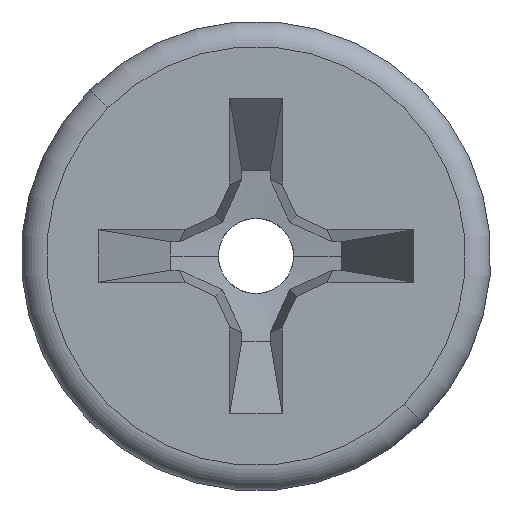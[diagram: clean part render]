
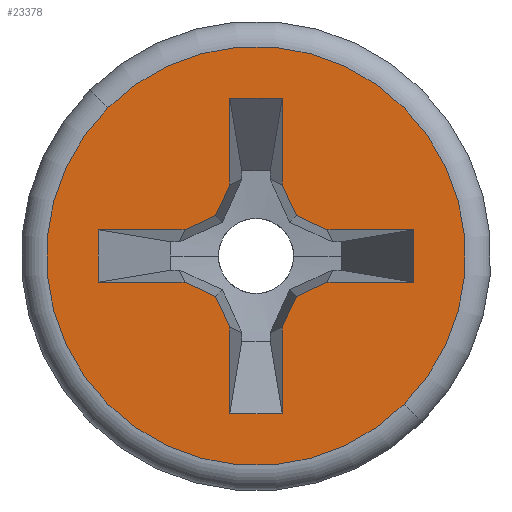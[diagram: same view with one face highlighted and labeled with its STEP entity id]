
A CAD part, left-side view. The second image highlights one B-rep face of the part: STEP entity #23378.
In plain terms, the highlighted planar face has unit normal (-1, 0, 0).
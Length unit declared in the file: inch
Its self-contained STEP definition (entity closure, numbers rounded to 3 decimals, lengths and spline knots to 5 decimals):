
#12022=CARTESIAN_POINT('',(0.,0.,0.));
#12023=DIRECTION('',(-1.,0.,0.));
#12024=DIRECTION('',(0.,1.,0.));
#12025=AXIS2_PLACEMENT_3D('',#12022,#12023,#12024);
#12027=CARTESIAN_POINT('',(0.,0.,0.));
#12028=DIRECTION('',(1.,0.,0.));
#12029=DIRECTION('',(0.,1.,0.));
#12030=AXIS2_PLACEMENT_3D('',#12027,#12028,#12029);
#12032=DIRECTION('',(0.,-0.707,-0.707));
#12033=VECTOR('',#12032,0.028);
#12034=CARTESIAN_POINT('',(0.,0.0693,-0.0495));
#12035=LINE('',#12034,#12033);
#12036=DIRECTION('',(0.,0.707,-0.707));
#12037=VECTOR('',#12036,0.04624);
#12038=CARTESIAN_POINT('',(0.,0.0168,-0.0366));
#12039=LINE('',#12038,#12037);
#12040=DIRECTION('',(0.,0.94,-0.342));
#12041=VECTOR('',#12040,0.01788);
#12042=CARTESIAN_POINT('',(0.,0.,-0.03048));
#12043=LINE('',#12042,#12041);
#12044=DIRECTION('',(0.,0.94,0.342));
#12045=VECTOR('',#12044,0.01788);
#12046=CARTESIAN_POINT('',(0.,-0.0168,-0.0366));
#12047=LINE('',#12046,#12045);
#12048=DIRECTION('',(0.,-0.707,-0.707));
#12049=VECTOR('',#12048,0.04624);
#12050=CARTESIAN_POINT('',(0.,-0.0168,-0.0366));
#12051=LINE('',#12050,#12049);
#12052=DIRECTION('',(0.,0.707,-0.707));
#12053=VECTOR('',#12052,0.028);
#12054=CARTESIAN_POINT('',(0.,-0.0693,-0.0495));
#12055=LINE('',#12054,#12053);
#12056=DIRECTION('',(0.,-0.707,-0.707));
#12057=VECTOR('',#12056,0.04624);
#12058=CARTESIAN_POINT('',(0.,-0.0366,-0.0168));
#12059=LINE('',#12058,#12057);
#12060=DIRECTION('',(0.,-0.342,-0.94));
#12061=VECTOR('',#12060,0.01788);
#12062=CARTESIAN_POINT('',(0.,-0.03048,0.));
#12063=LINE('',#12062,#12061);
#12064=DIRECTION('',(0.,0.342,-0.94));
#12065=VECTOR('',#12064,0.01788);
#12066=CARTESIAN_POINT('',(0.,-0.0366,0.0168));
#12067=LINE('',#12066,#12065);
#12068=DIRECTION('',(0.,0.707,-0.707));
#12069=VECTOR('',#12068,0.04624);
#12070=CARTESIAN_POINT('',(0.,-0.0693,0.0495));
#12071=LINE('',#12070,#12069);
#12072=DIRECTION('',(0.,-0.707,-0.707));
#12073=VECTOR('',#12072,0.028);
#12074=CARTESIAN_POINT('',(0.,-0.0495,0.0693));
#12075=LINE('',#12074,#12073);
#12076=DIRECTION('',(0.,0.707,-0.707));
#12077=VECTOR('',#12076,0.04624);
#12078=CARTESIAN_POINT('',(0.,-0.0495,0.0693));
#12079=LINE('',#12078,#12077);
#12080=DIRECTION('',(0.,-0.94,0.342));
#12081=VECTOR('',#12080,0.01788);
#12082=CARTESIAN_POINT('',(0.,0.,0.03048));
#12083=LINE('',#12082,#12081);
#12084=DIRECTION('',(0.,-0.94,-0.342));
#12085=VECTOR('',#12084,0.01788);
#12086=CARTESIAN_POINT('',(0.,0.0168,0.0366));
#12087=LINE('',#12086,#12085);
#12088=DIRECTION('',(0.,-0.707,-0.707));
#12089=VECTOR('',#12088,0.04624);
#12090=CARTESIAN_POINT('',(0.,0.0495,0.0693));
#12091=LINE('',#12090,#12089);
#12092=DIRECTION('',(0.,0.707,-0.707));
#12093=VECTOR('',#12092,0.028);
#12094=CARTESIAN_POINT('',(0.,0.0495,0.0693));
#12095=LINE('',#12094,#12093);
#12096=DIRECTION('',(0.,-0.707,-0.707));
#12097=VECTOR('',#12096,0.04624);
#12098=CARTESIAN_POINT('',(0.,0.0693,0.0495));
#12099=LINE('',#12098,#12097);
#12100=DIRECTION('',(0.,0.342,0.94));
#12101=VECTOR('',#12100,0.01788);
#12102=CARTESIAN_POINT('',(0.,0.03048,0.));
#12103=LINE('',#12102,#12101);
#12104=DIRECTION('',(0.,-0.342,0.94));
#12105=VECTOR('',#12104,0.01788);
#12106=CARTESIAN_POINT('',(0.,0.0366,-0.0168));
#12107=LINE('',#12106,#12105);
#12108=DIRECTION('',(0.,0.707,-0.707));
#12109=VECTOR('',#12108,0.04624);
#12110=CARTESIAN_POINT('',(0.,0.0366,-0.0168));
#12111=LINE('',#12110,#12109);
#15048=CARTESIAN_POINT('',(0.,0.0693,-0.0495));
#15049=CARTESIAN_POINT('',(0.,0.0495,-0.0693));
#15050=VERTEX_POINT('',#15048);
#15051=VERTEX_POINT('',#15049);
#15052=CARTESIAN_POINT('',(0.,0.0366,-0.0168));
#15053=VERTEX_POINT('',#15052);
#15054=CARTESIAN_POINT('',(0.,0.03048,0.));
#15055=VERTEX_POINT('',#15054);
#15056=CARTESIAN_POINT('',(0.,0.0366,0.0168));
#15057=VERTEX_POINT('',#15056);
#15058=CARTESIAN_POINT('',(0.,0.0693,0.0495));
#15059=VERTEX_POINT('',#15058);
#15060=CARTESIAN_POINT('',(0.,0.0495,0.0693));
#15061=VERTEX_POINT('',#15060);
#15062=CARTESIAN_POINT('',(0.,0.0168,0.0366));
#15063=VERTEX_POINT('',#15062);
#15064=CARTESIAN_POINT('',(0.,0.,0.03048));
#15065=VERTEX_POINT('',#15064);
#15066=CARTESIAN_POINT('',(0.,-0.0168,0.0366));
#15067=VERTEX_POINT('',#15066);
#15068=CARTESIAN_POINT('',(0.,-0.0495,0.0693));
#15069=VERTEX_POINT('',#15068);
#15070=CARTESIAN_POINT('',(0.,-0.0693,0.0495));
#15071=VERTEX_POINT('',#15070);
#15072=CARTESIAN_POINT('',(0.,-0.0366,0.0168));
#15073=VERTEX_POINT('',#15072);
#15074=CARTESIAN_POINT('',(0.,-0.03048,0.));
#15075=VERTEX_POINT('',#15074);
#15076=CARTESIAN_POINT('',(0.,-0.0366,-0.0168));
#15077=VERTEX_POINT('',#15076);
#15078=CARTESIAN_POINT('',(0.,-0.0693,-0.0495));
#15079=VERTEX_POINT('',#15078);
#15080=CARTESIAN_POINT('',(0.,-0.0495,-0.0693));
#15081=VERTEX_POINT('',#15080);
#15082=CARTESIAN_POINT('',(0.,-0.0168,-0.0366));
#15083=VERTEX_POINT('',#15082);
#15084=CARTESIAN_POINT('',(0.,0.,-0.03048));
#15085=VERTEX_POINT('',#15084);
#15086=CARTESIAN_POINT('',(0.,0.0168,-0.0366));
#15087=VERTEX_POINT('',#15086);
#15216=CARTESIAN_POINT('',(0.,0.11148,0.));
#15217=VERTEX_POINT('',#15216);
#15218=CARTESIAN_POINT('',(0.,-0.11148,0.));
#15219=VERTEX_POINT('',#15218);
#23345=CARTESIAN_POINT('',(0.,0.,0.));
#23346=DIRECTION('',(1.,0.,0.));
#23347=DIRECTION('',(0.,-1.,0.));
#23348=AXIS2_PLACEMENT_3D('',#23345,#23346,#23347);
#23349=PLANE('',#23348);
#23351=ORIENTED_EDGE('',*,*,#23350,.F.);
#23353=ORIENTED_EDGE('',*,*,#23352,.T.);
#23354=EDGE_LOOP('',(#23351,#23353));
#23355=FACE_OUTER_BOUND('',#23354,.F.);
#23356=ORIENTED_EDGE('',*,*,#23166,.T.);
#23357=ORIENTED_EDGE('',*,*,#23180,.F.);
#23358=ORIENTED_EDGE('',*,*,#23206,.F.);
#23359=ORIENTED_EDGE('',*,*,#23232,.F.);
#23360=ORIENTED_EDGE('',*,*,#23246,.T.);
#23361=ORIENTED_EDGE('',*,*,#23260,.F.);
#23362=ORIENTED_EDGE('',*,*,#23274,.F.);
#23363=ORIENTED_EDGE('',*,*,#23300,.F.);
#23364=ORIENTED_EDGE('',*,*,#23326,.F.);
#23365=ORIENTED_EDGE('',*,*,#23339,.F.);
#23366=ORIENTED_EDGE('',*,*,#22975,.F.);
#23367=ORIENTED_EDGE('',*,*,#22991,.T.);
#23368=ORIENTED_EDGE('',*,*,#23017,.F.);
#23369=ORIENTED_EDGE('',*,*,#23043,.F.);
#23370=ORIENTED_EDGE('',*,*,#23057,.F.);
#23371=ORIENTED_EDGE('',*,*,#23071,.T.);
#23372=ORIENTED_EDGE('',*,*,#23085,.T.);
#23373=ORIENTED_EDGE('',*,*,#23111,.F.);
#23374=ORIENTED_EDGE('',*,*,#23137,.F.);
#23375=ORIENTED_EDGE('',*,*,#23151,.T.);
#23376=EDGE_LOOP('',(#23356,#23357,#23358,#23359,#23360,#23361,#23362,#23363,
#23364,#23365,#23366,#23367,#23368,#23369,#23370,#23371,#23372,#23373,#23374,
#23375));
#23377=FACE_BOUND('',#23376,.F.);
#12026=CIRCLE('',#12025,0.11148);
#12031=CIRCLE('',#12030,0.11148);
#22975=EDGE_CURVE('',#15069,#15071,#12075,.T.);
#22991=EDGE_CURVE('',#15069,#15067,#12079,.T.);
#23017=EDGE_CURVE('',#15065,#15067,#12083,.T.);
#23043=EDGE_CURVE('',#15063,#15065,#12087,.T.);
#23057=EDGE_CURVE('',#15061,#15063,#12091,.T.);
#23071=EDGE_CURVE('',#15061,#15059,#12095,.T.);
#23085=EDGE_CURVE('',#15059,#15057,#12099,.T.);
#23111=EDGE_CURVE('',#15055,#15057,#12103,.T.);
#23137=EDGE_CURVE('',#15053,#15055,#12107,.T.);
#23151=EDGE_CURVE('',#15053,#15050,#12111,.T.);
#23166=EDGE_CURVE('',#15050,#15051,#12035,.T.);
#23180=EDGE_CURVE('',#15087,#15051,#12039,.T.);
#23206=EDGE_CURVE('',#15085,#15087,#12043,.T.);
#23232=EDGE_CURVE('',#15083,#15085,#12047,.T.);
#23246=EDGE_CURVE('',#15083,#15081,#12051,.T.);
#23260=EDGE_CURVE('',#15079,#15081,#12055,.T.);
#23274=EDGE_CURVE('',#15077,#15079,#12059,.T.);
#23300=EDGE_CURVE('',#15075,#15077,#12063,.T.);
#23326=EDGE_CURVE('',#15073,#15075,#12067,.T.);
#23339=EDGE_CURVE('',#15071,#15073,#12071,.T.);
#23350=EDGE_CURVE('',#15217,#15219,#12026,.T.);
#23352=EDGE_CURVE('',#15217,#15219,#12031,.T.);
#23378=ADVANCED_FACE('',(#23355,#23377),#23349,.F.);
